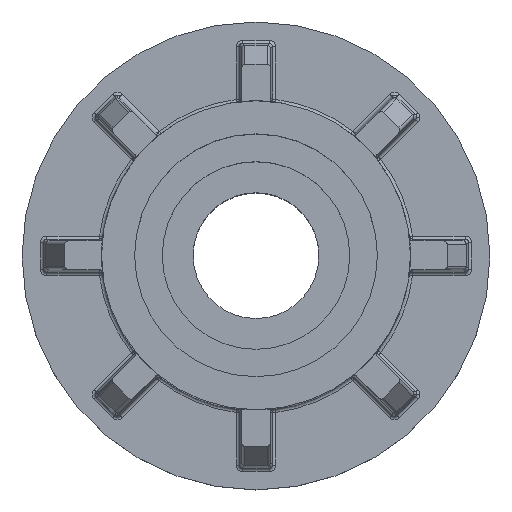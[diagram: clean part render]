
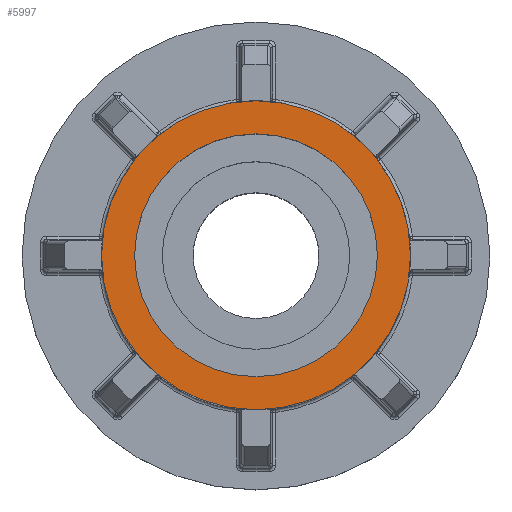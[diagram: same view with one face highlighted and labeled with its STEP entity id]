
A CAD part, top view. The second image highlights one B-rep face of the part: STEP entity #5997.
In plain terms, the highlighted planar face has unit normal (0, 0, 1).
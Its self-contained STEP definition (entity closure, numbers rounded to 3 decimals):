
#950 = DIRECTION ( 'NONE',  ( 0., 0., 1. ) ) ;
#1058 = VERTEX_POINT ( 'NONE', #1316 ) ;
#1303 = DIRECTION ( 'NONE',  ( 0., 0., 1. ) ) ;
#1316 = CARTESIAN_POINT ( 'NONE',  ( 14., 0., 43. ) ) ;
#1830 = VERTEX_POINT ( 'NONE', #8707 ) ;
#2011 = ORIENTED_EDGE ( 'NONE', *, *, #7118, .F. ) ;
#2071 = AXIS2_PLACEMENT_3D ( 'NONE', #6027, #950, #6056 ) ;
#2381 = DIRECTION ( 'NONE',  ( 0., 0., 1. ) ) ;
#2764 = EDGE_CURVE ( 'NONE', #1830, #3887, #6787, .T. ) ;
#2920 = ORIENTED_EDGE ( 'NONE', *, *, #2764, .F. ) ;
#3018 = EDGE_CURVE ( 'NONE', #1058, #5518, #6884, .T. ) ;
#3678 = CARTESIAN_POINT ( 'NONE',  ( 0., 0., 43. ) ) ;
#3824 = CARTESIAN_POINT ( 'NONE',  ( 0., 0., 43. ) ) ;
#3842 = CIRCLE ( 'NONE', #6426, 11. ) ;
#3887 = VERTEX_POINT ( 'NONE', #5844 ) ;
#3979 = EDGE_LOOP ( 'NONE', ( #9113, #6511 ) ) ;
#4291 = FACE_BOUND ( 'NONE', #6118, .T. ) ;
#4420 = DIRECTION ( 'NONE',  ( 1., 0., 0. ) ) ;
#4558 = DIRECTION ( 'NONE',  ( 1., 0., 0. ) ) ;
#4648 = EDGE_CURVE ( 'NONE', #5518, #1058, #9194, .T. ) ;
#5328 = PLANE ( 'NONE',  #2071 ) ;
#5518 = VERTEX_POINT ( 'NONE', #7995 ) ;
#5637 = CARTESIAN_POINT ( 'NONE',  ( 0., 0., 43. ) ) ;
#5661 = AXIS2_PLACEMENT_3D ( 'NONE', #3824, #8806, #4558 ) ;
#5844 = CARTESIAN_POINT ( 'NONE',  ( 11., 0., 43. ) ) ;
#5997 = ADVANCED_FACE ( 'NONE', ( #4291, #7789 ), #5328, .T. ) ;
#6027 = CARTESIAN_POINT ( 'NONE',  ( 0., 0., 43. ) ) ;
#6056 = DIRECTION ( 'NONE',  ( 1., 0., 0. ) ) ;
#6118 = EDGE_LOOP ( 'NONE', ( #2011, #2920 ) ) ;
#6351 = DIRECTION ( 'NONE',  ( 1., 0., 0. ) ) ;
#6426 = AXIS2_PLACEMENT_3D ( 'NONE', #3678, #8660, #4420 ) ;
#6511 = ORIENTED_EDGE ( 'NONE', *, *, #3018, .T. ) ;
#6620 = CARTESIAN_POINT ( 'NONE',  ( 0., 0., 43. ) ) ;
#6787 = CIRCLE ( 'NONE', #8975, 11. ) ;
#6884 = CIRCLE ( 'NONE', #9374, 14. ) ;
#7118 = EDGE_CURVE ( 'NONE', #3887, #1830, #3842, .T. ) ;
#7284 = DIRECTION ( 'NONE',  ( 1., 0., 0. ) ) ;
#7789 = FACE_OUTER_BOUND ( 'NONE', #3979, .T. ) ;
#7995 = CARTESIAN_POINT ( 'NONE',  ( -14., 0., 43. ) ) ;
#8660 = DIRECTION ( 'NONE',  ( 0., 0., 1. ) ) ;
#8707 = CARTESIAN_POINT ( 'NONE',  ( -11., 0., 43. ) ) ;
#8806 = DIRECTION ( 'NONE',  ( 0., 0., 1. ) ) ;
#8975 = AXIS2_PLACEMENT_3D ( 'NONE', #5637, #1303, #6351 ) ;
#9113 = ORIENTED_EDGE ( 'NONE', *, *, #4648, .T. ) ;
#9194 = CIRCLE ( 'NONE', #5661, 14. ) ;
#9374 = AXIS2_PLACEMENT_3D ( 'NONE', #6620, #2381, #7284 ) ;
